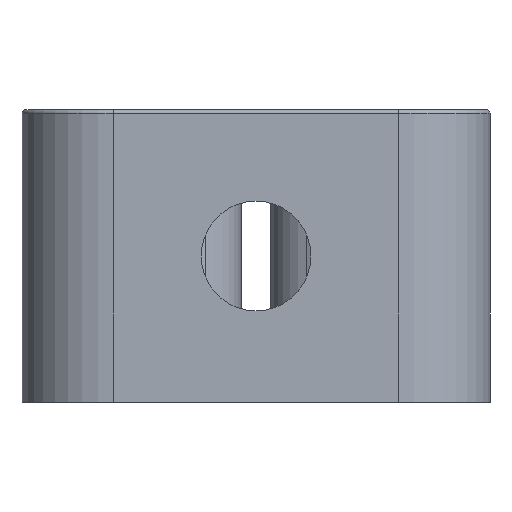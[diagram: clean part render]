
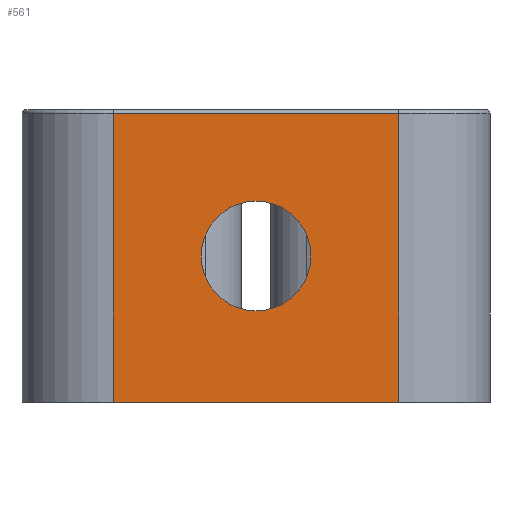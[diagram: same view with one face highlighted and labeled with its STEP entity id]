
A CAD part, front view. The second image highlights one B-rep face of the part: STEP entity #561.
In plain terms, the highlighted planar face has unit normal (0, -1, 0).
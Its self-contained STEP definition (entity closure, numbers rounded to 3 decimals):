
#151 = VECTOR ( 'NONE', #657, 1000. ) ;
#303 = LINE ( 'NONE', #798, #1088 ) ;
#311 = ORIENTED_EDGE ( 'NONE', *, *, #345, .F. ) ;
#345 = EDGE_CURVE ( 'NONE', #3127, #1116, #1180, .T. ) ;
#490 = CARTESIAN_POINT ( 'NONE',  ( 3.9, -0.5, 8. ) ) ;
#561 = ADVANCED_FACE ( 'NONE', ( #2803, #983 ), #1765, .F. ) ;
#657 = DIRECTION ( 'NONE',  ( 0., 0., -1. ) ) ;
#756 = AXIS2_PLACEMENT_3D ( 'NONE', #490, #1786, #1550 ) ;
#757 = DIRECTION ( 'NONE',  ( -1., 0., 0. ) ) ;
#798 = CARTESIAN_POINT ( 'NONE',  ( 3.9, -0.5, 7.9 ) ) ;
#829 = VERTEX_POINT ( 'NONE', #943 ) ;
#840 = CARTESIAN_POINT ( 'NONE',  ( -3.9, -0.5, 8. ) ) ;
#943 = CARTESIAN_POINT ( 'NONE',  ( -3.9, -0.5, 0. ) ) ;
#949 = DIRECTION ( 'NONE',  ( 0., -1., 0. ) ) ;
#964 = EDGE_CURVE ( 'NONE', #2654, #829, #1230, .T. ) ;
#983 = FACE_BOUND ( 'NONE', #2959, .T. ) ;
#987 = DIRECTION ( 'NONE',  ( 0., 0., -1. ) ) ;
#1079 = AXIS2_PLACEMENT_3D ( 'NONE', #2238, #2986, #987 ) ;
#1088 = VECTOR ( 'NONE', #1817, 1000. ) ;
#1092 = EDGE_CURVE ( 'NONE', #829, #1146, #2070, .T. ) ;
#1116 = VERTEX_POINT ( 'NONE', #2109 ) ;
#1146 = VERTEX_POINT ( 'NONE', #1922 ) ;
#1161 = LINE ( 'NONE', #2988, #151 ) ;
#1180 = CIRCLE ( 'NONE', #1818, 1.5 ) ;
#1229 = ORIENTED_EDGE ( 'NONE', *, *, #1864, .F. ) ;
#1230 = LINE ( 'NONE', #2263, #1243 ) ;
#1243 = VECTOR ( 'NONE', #757, 1000. ) ;
#1351 = CIRCLE ( 'NONE', #1079, 1.5 ) ;
#1487 = CARTESIAN_POINT ( 'NONE',  ( 3.9, -0.5, 7.9 ) ) ;
#1550 = DIRECTION ( 'NONE',  ( 0., 0., 1. ) ) ;
#1765 = PLANE ( 'NONE',  #756 ) ;
#1786 = DIRECTION ( 'NONE',  ( 0., 1., 0. ) ) ;
#1817 = DIRECTION ( 'NONE',  ( -1., 0., 0. ) ) ;
#1818 = AXIS2_PLACEMENT_3D ( 'NONE', #2966, #949, #2473 ) ;
#1864 = EDGE_CURVE ( 'NONE', #1116, #3127, #1351, .T. ) ;
#1922 = CARTESIAN_POINT ( 'NONE',  ( -3.9, -0.5, 7.9 ) ) ;
#2037 = CARTESIAN_POINT ( 'NONE',  ( 3.9, -0.5, 0. ) ) ;
#2070 = LINE ( 'NONE', #840, #3254 ) ;
#2109 = CARTESIAN_POINT ( 'NONE',  ( 0., -0.5, 5.5 ) ) ;
#2186 = VERTEX_POINT ( 'NONE', #1487 ) ;
#2237 = EDGE_LOOP ( 'NONE', ( #3075, #2476, #2342, #2551 ) ) ;
#2238 = CARTESIAN_POINT ( 'NONE',  ( 0., -0.5, 4. ) ) ;
#2263 = CARTESIAN_POINT ( 'NONE',  ( 3.9, -0.5, 0. ) ) ;
#2342 = ORIENTED_EDGE ( 'NONE', *, *, #1092, .F. ) ;
#2473 = DIRECTION ( 'NONE',  ( 0., 0., -1. ) ) ;
#2476 = ORIENTED_EDGE ( 'NONE', *, *, #2769, .T. ) ;
#2487 = EDGE_CURVE ( 'NONE', #2186, #2654, #1161, .T. ) ;
#2551 = ORIENTED_EDGE ( 'NONE', *, *, #964, .F. ) ;
#2654 = VERTEX_POINT ( 'NONE', #2037 ) ;
#2769 = EDGE_CURVE ( 'NONE', #2186, #1146, #303, .T. ) ;
#2803 = FACE_OUTER_BOUND ( 'NONE', #2237, .T. ) ;
#2883 = CARTESIAN_POINT ( 'NONE',  ( 0., -0.5, 2.5 ) ) ;
#2959 = EDGE_LOOP ( 'NONE', ( #311, #1229 ) ) ;
#2966 = CARTESIAN_POINT ( 'NONE',  ( 0., -0.5, 4. ) ) ;
#2986 = DIRECTION ( 'NONE',  ( 0., -1., 0. ) ) ;
#2988 = CARTESIAN_POINT ( 'NONE',  ( 3.9, -0.5, 8. ) ) ;
#3075 = ORIENTED_EDGE ( 'NONE', *, *, #2487, .F. ) ;
#3086 = DIRECTION ( 'NONE',  ( 0., 0., 1. ) ) ;
#3127 = VERTEX_POINT ( 'NONE', #2883 ) ;
#3254 = VECTOR ( 'NONE', #3086, 1000. ) ;
